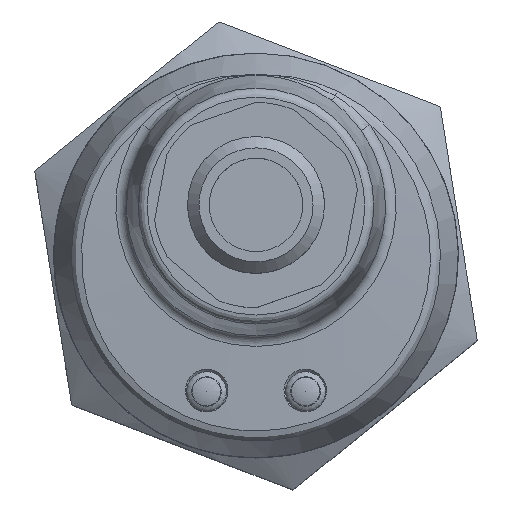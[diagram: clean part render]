
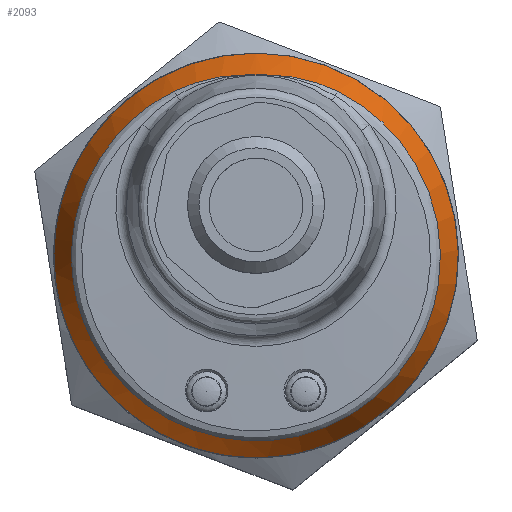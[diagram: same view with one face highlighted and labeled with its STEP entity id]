
A CAD part, top view. The second image highlights one B-rep face of the part: STEP entity #2093.
In plain terms, the highlighted conical face has half-angle 23 degrees and reference radius 15.817 mm.
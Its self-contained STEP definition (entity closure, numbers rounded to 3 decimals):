
#26=CONICAL_SURFACE('',#2229,15.817,0.401);
#72=B_SPLINE_CURVE_WITH_KNOTS('',3,(#3355,#3356,#3357,#3358),
 .UNSPECIFIED.,.F.,.F.,(4,4),(0.,1.),.UNSPECIFIED.);
#80=B_SPLINE_CURVE_WITH_KNOTS('',3,(#3462,#3463,#3464,#3465),
 .UNSPECIFIED.,.F.,.F.,(4,4),(0.,1.),.UNSPECIFIED.);
#82=B_SPLINE_CURVE_WITH_KNOTS('',3,(#3688,#3689,#3690,#3691,#3692,#3693,
#3694,#3695,#3696,#3697,#3698,#3699,#3700,#3701,#3702,#3703,#3704,#3705,
#3706,#3707,#3708,#3709,#3710,#3711,#3712,#3713,#3714,#3715,#3716,#3717,
#3718,#3719,#3720,#3721,#3722,#3723,#3724,#3725,#3726,#3727,#3728,#3729,
#3730,#3731,#3732,#3733,#3734,#3735,#3736,#3737,#3738,#3739,#3740,#3741,
#3742,#3743,#3744,#3745,#3746,#3747,#3748,#3749,#3750,#3751,#3752,#3753,
#3754,#3755,#3756),.UNSPECIFIED.,.F.,.F.,(4,1,1,1,1,1,1,1,1,1,1,1,1,1,1,
1,1,1,1,1,1,1,1,1,1,1,1,1,1,1,1,1,1,1,1,1,1,1,1,1,1,1,1,1,1,1,1,1,1,1,1,
1,1,1,1,1,1,1,1,1,1,1,1,1,1,1,4),(0.,0.063,0.094,0.125,0.156,0.172,
0.188,0.203,0.219,0.227,0.234,0.238,0.242,0.246,
0.248,0.249,0.25,0.251,0.252,0.254,0.258,
0.262,0.266,0.273,0.281,0.297,0.313,0.328,0.344,
0.359,0.375,0.406,0.438,0.469,0.484,0.492,0.5,0.508,
0.516,0.531,0.563,0.625,0.688,0.719,0.734,0.75,0.766,0.781,
0.813,0.828,0.844,0.852,0.859,0.867,0.871,0.873,
0.875,0.877,0.879,0.883,0.891,0.898,0.906,0.922,
0.938,0.969,1.),.UNSPECIFIED.);
#83=B_SPLINE_CURVE_WITH_KNOTS('',3,(#3769,#3770,#3771,#3772),
 .UNSPECIFIED.,.F.,.F.,(4,4),(0.,1.),.UNSPECIFIED.);
#388=ORIENTED_EDGE('',*,*,#716,.T.);
#389=ORIENTED_EDGE('',*,*,#709,.T.);
#390=ORIENTED_EDGE('',*,*,#691,.T.);
#391=ORIENTED_EDGE('',*,*,#704,.T.);
#392=ORIENTED_EDGE('',*,*,#708,.T.);
#691=EDGE_CURVE('',#874,#876,#72,.F.);
#704=EDGE_CURVE('',#876,#883,#80,.T.);
#708=EDGE_CURVE('',#883,#884,#82,.T.);
#709=EDGE_CURVE('',#884,#874,#83,.T.);
#716=EDGE_CURVE('',#891,#891,#998,.T.);
#874=VERTEX_POINT('',#3346);
#876=VERTEX_POINT('',#3354);
#883=VERTEX_POINT('',#3466);
#884=VERTEX_POINT('',#3687);
#891=VERTEX_POINT('',#3812);
#998=CIRCLE('',#2228,17.75);
#1107=EDGE_LOOP('',(#388));
#1108=EDGE_LOOP('',(#389,#390,#391,#392));
#1263=FACE_BOUND('',#1107,.T.);
#1264=FACE_BOUND('',#1108,.T.);
#2093=ADVANCED_FACE('',(#1263,#1264),#26,.T.);
#2228=AXIS2_PLACEMENT_3D('',#3811,#2498,#2499);
#2229=AXIS2_PLACEMENT_3D('',#3813,#2500,#2501);
#2498=DIRECTION('',(0.,0.,1.));
#2499=DIRECTION('',(0.,1.,0.));
#2500=DIRECTION('',(0.,0.,-1.));
#2501=DIRECTION('',(0.,-1.,0.));
#3346=CARTESIAN_POINT('',(-0.639,15.84,32.255));
#3354=CARTESIAN_POINT('',(0.639,15.84,32.255));
#3355=CARTESIAN_POINT('',(0.639,15.84,32.255));
#3356=CARTESIAN_POINT('',(0.215,15.868,32.23));
#3357=CARTESIAN_POINT('',(-0.214,15.868,32.23));
#3358=CARTESIAN_POINT('',(-0.639,15.84,32.255));
#3462=CARTESIAN_POINT('',(0.639,15.84,32.255));
#3463=CARTESIAN_POINT('',(3.173,15.879,31.923));
#3464=CARTESIAN_POINT('',(5.402,15.256,31.749));
#3465=CARTESIAN_POINT('',(7.136,14.404,31.733));
#3466=CARTESIAN_POINT('',(7.136,14.404,31.733));
#3687=CARTESIAN_POINT('',(-7.135,14.405,31.733));
#3688=CARTESIAN_POINT('',(7.136,14.404,31.733));
#3689=CARTESIAN_POINT('',(7.518,14.216,31.73));
#3690=CARTESIAN_POINT('',(8.555,13.7,31.718));
#3691=CARTESIAN_POINT('',(10.614,12.164,31.687));
#3692=CARTESIAN_POINT('',(12.357,10.449,31.656));
#3693=CARTESIAN_POINT('',(13.807,8.446,31.623));
#3694=CARTESIAN_POINT('',(14.82,6.457,31.594));
#3695=CARTESIAN_POINT('',(15.461,4.771,31.57));
#3696=CARTESIAN_POINT('',(15.936,2.895,31.543));
#3697=CARTESIAN_POINT('',(16.149,1.187,31.52));
#3698=CARTESIAN_POINT('',(16.184,-0.253,31.501));
#3699=CARTESIAN_POINT('',(16.144,-1.18,31.488));
#3700=CARTESIAN_POINT('',(16.071,-1.935,31.478));
#3701=CARTESIAN_POINT('',(15.995,-2.508,31.47));
#3702=CARTESIAN_POINT('',(15.914,-2.985,31.463));
#3703=CARTESIAN_POINT('',(15.846,-3.329,31.458));
#3704=CARTESIAN_POINT('',(15.807,-3.514,31.456));
#3705=CARTESIAN_POINT('',(15.769,-3.687,31.453));
#3706=CARTESIAN_POINT('',(15.759,-3.73,31.453));
#3707=CARTESIAN_POINT('',(15.735,-3.833,31.451));
#3708=CARTESIAN_POINT('',(15.696,-3.994,31.449));
#3709=CARTESIAN_POINT('',(15.635,-4.234,31.446));
#3710=CARTESIAN_POINT('',(15.556,-4.52,31.442));
#3711=CARTESIAN_POINT('',(15.443,-4.905,31.437));
#3712=CARTESIAN_POINT('',(15.285,-5.389,31.43));
#3713=CARTESIAN_POINT('',(14.998,-6.168,31.42));
#3714=CARTESIAN_POINT('',(14.571,-7.149,31.408));
#3715=CARTESIAN_POINT('',(13.942,-8.324,31.394));
#3716=CARTESIAN_POINT('',(13.189,-9.484,31.381));
#3717=CARTESIAN_POINT('',(12.307,-10.613,31.368));
#3718=CARTESIAN_POINT('',(11.298,-11.692,31.356));
#3719=CARTESIAN_POINT('',(9.749,-13.062,31.34));
#3720=CARTESIAN_POINT('',(7.671,-14.42,31.324));
#3721=CARTESIAN_POINT('',(5.082,-15.52,31.311));
#3722=CARTESIAN_POINT('',(2.935,-16.028,31.305));
#3723=CARTESIAN_POINT('',(1.484,-16.199,31.303));
#3724=CARTESIAN_POINT('',(0.661,-16.248,31.303));
#3725=CARTESIAN_POINT('',(0.084,-16.261,31.303));
#3726=CARTESIAN_POINT('',(-0.598,-16.251,31.303));
#3727=CARTESIAN_POINT('',(-1.465,-16.201,31.304));
#3728=CARTESIAN_POINT('',(-3.,-16.019,31.307));
#3729=CARTESIAN_POINT('',(-6.018,-15.28,31.316));
#3730=CARTESIAN_POINT('',(-10.044,-13.151,31.34));
#3731=CARTESIAN_POINT('',(-13.194,-9.759,31.378));
#3732=CARTESIAN_POINT('',(-14.727,-6.885,31.412));
#3733=CARTESIAN_POINT('',(-15.383,-5.154,31.434));
#3734=CARTESIAN_POINT('',(-15.769,-3.768,31.452));
#3735=CARTESIAN_POINT('',(-16.007,-2.518,31.468));
#3736=CARTESIAN_POINT('',(-16.203,-0.755,31.492));
#3737=CARTESIAN_POINT('',(-16.178,1.038,31.516));
#3738=CARTESIAN_POINT('',(-15.924,2.843,31.541));
#3739=CARTESIAN_POINT('',(-15.667,3.965,31.558));
#3740=CARTESIAN_POINT('',(-15.402,4.854,31.571));
#3741=CARTESIAN_POINT('',(-15.174,5.514,31.581));
#3742=CARTESIAN_POINT('',(-14.957,6.061,31.59));
#3743=CARTESIAN_POINT('',(-14.795,6.434,31.596));
#3744=CARTESIAN_POINT('',(-14.695,6.656,31.599));
#3745=CARTESIAN_POINT('',(-14.63,6.796,31.602));
#3746=CARTESIAN_POINT('',(-14.516,7.032,31.606));
#3747=CARTESIAN_POINT('',(-14.372,7.32,31.61));
#3748=CARTESIAN_POINT('',(-14.107,7.82,31.619));
#3749=CARTESIAN_POINT('',(-13.711,8.49,31.63));
#3750=CARTESIAN_POINT('',(-13.213,9.236,31.643));
#3751=CARTESIAN_POINT('',(-12.528,10.15,31.658));
#3752=CARTESIAN_POINT('',(-11.647,11.148,31.676));
#3753=CARTESIAN_POINT('',(-10.249,12.461,31.7));
#3754=CARTESIAN_POINT('',(-8.616,13.629,31.722));
#3755=CARTESIAN_POINT('',(-7.572,14.189,31.731));
#3756=CARTESIAN_POINT('',(-7.135,14.405,31.733));
#3769=CARTESIAN_POINT('',(-7.135,14.405,31.733));
#3770=CARTESIAN_POINT('',(-5.401,15.256,31.749));
#3771=CARTESIAN_POINT('',(-3.172,15.879,31.923));
#3772=CARTESIAN_POINT('',(-0.639,15.84,32.255));
#3811=CARTESIAN_POINT('',(0.,0.,27.787));
#3812=CARTESIAN_POINT('',(0.,17.75,27.787));
#3813=CARTESIAN_POINT('',(0.,0.,32.341));
